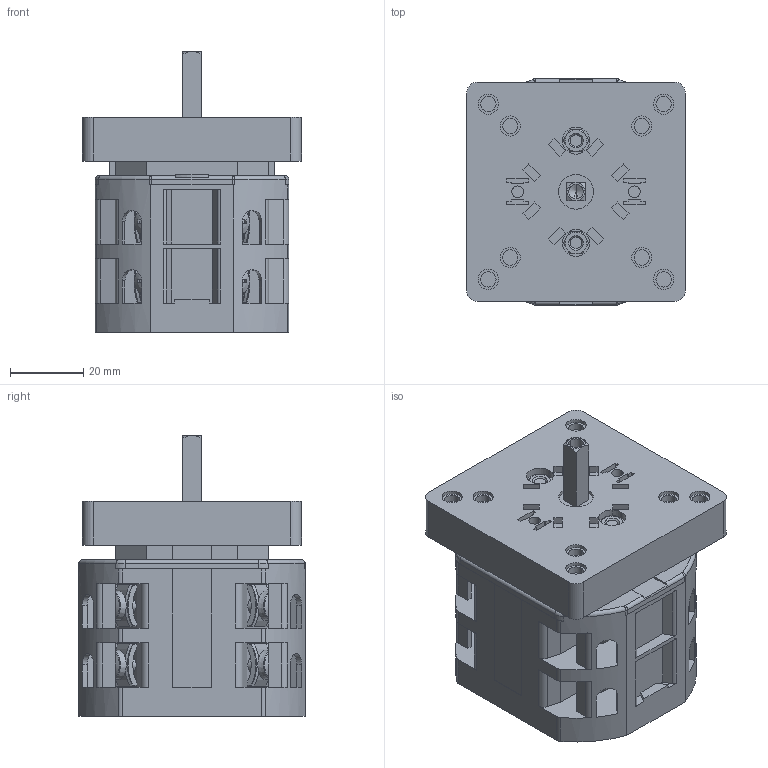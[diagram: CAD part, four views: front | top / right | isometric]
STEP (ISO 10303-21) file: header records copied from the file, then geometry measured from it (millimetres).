
FILE_DESCRIPTION((''),'2;1');
FILE_NAME('CRV2_25_51_2B_P_SW0001','2015-06-08T',('mangiapr'),(''),'PRO/ENGINEER BY PARAMETRIC TECHNOLOGY CORPORATION, 2011080','PRO/ENGINEER BY PARAMETRIC TECHNOLOGY CORPORATION, 2011080','');
FILE_SCHEMA(('CONFIG_CONTROL_DESIGN'));
Length unit declared in the file: millimetre
Products named in the file (1): CRV2_25_51_2B_P_SW0001
Bounding box: 60 x 62 x 76.9 mm (x, y, z)
Volume: 132573.2 mm3; surface area: 42176.9 mm2
Topology: 1 solids, 1 shells, 1164 faces, 3100 edges, 2019 vertices
Faces by surface type: plane 604, cylinder 305, torus 119, cone 106, sphere 16, bspline 14
Entity records: 43893 total; most frequent: CARTESIAN_POINT 14967, ORIENTED_EDGE 6196, DIRECTION 5837, EDGE_CURVE 3098, AXIS2_PLACEMENT_3D 2111, VERTEX_POINT 2019, VECTOR 1615, LINE 1615
